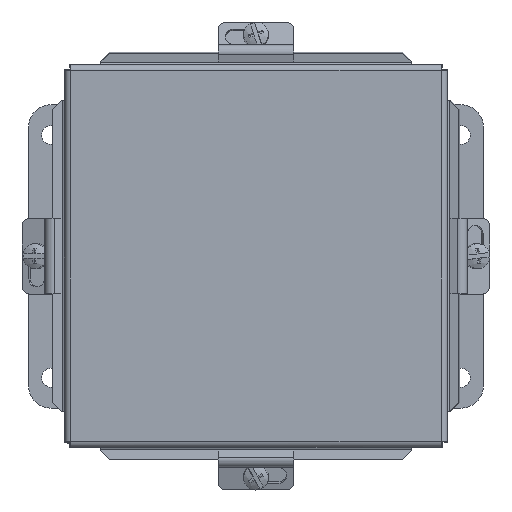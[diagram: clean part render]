
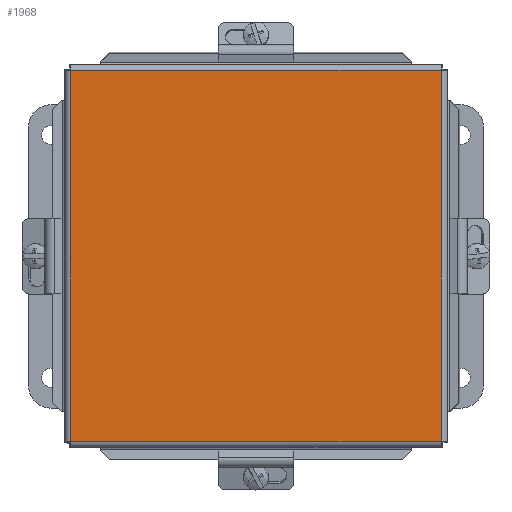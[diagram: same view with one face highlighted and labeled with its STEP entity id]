
A CAD part, top view. The second image highlights one B-rep face of the part: STEP entity #1968.
In plain terms, the highlighted face is planar.
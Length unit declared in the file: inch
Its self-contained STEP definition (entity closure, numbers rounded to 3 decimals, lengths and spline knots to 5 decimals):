
#791 = VECTOR ( 'NONE', #11291, 39.37008 ) ;
#1649 = CARTESIAN_POINT ( 'NONE',  ( 6.20475, 0.10525, 0. ) ) ;
#1968 = ADVANCED_FACE ( 'NONE', ( #7006 ), #6854, .F. ) ;
#2087 = CARTESIAN_POINT ( 'NONE',  ( 6.20475, 0.10525, 0. ) ) ;
#3379 = VERTEX_POINT ( 'NONE', #2087 ) ;
#4047 = LINE ( 'NONE', #13803, #12130 ) ;
#4286 = CARTESIAN_POINT ( 'NONE',  ( 6.20475, 6.20475, 0. ) ) ;
#4493 = LINE ( 'NONE', #12710, #7297 ) ;
#5024 = EDGE_CURVE ( 'NONE', #5397, #6812, #4047, .T. ) ;
#5325 = ORIENTED_EDGE ( 'NONE', *, *, #5377, .T. ) ;
#5377 = EDGE_CURVE ( 'NONE', #8797, #3379, #8966, .T. ) ;
#5397 = VERTEX_POINT ( 'NONE', #11817 ) ;
#6278 = DIRECTION ( 'NONE',  ( 1., 0., 0. ) ) ;
#6310 = LINE ( 'NONE', #1649, #6648 ) ;
#6323 = DIRECTION ( 'NONE',  ( 0., 0., 1. ) ) ;
#6464 = CARTESIAN_POINT ( 'NONE',  ( 3.155, 3.155, 0. ) ) ;
#6478 = ORIENTED_EDGE ( 'NONE', *, *, #9583, .T. ) ;
#6648 = VECTOR ( 'NONE', #10134, 39.37008 ) ;
#6812 = VERTEX_POINT ( 'NONE', #13773 ) ;
#6854 = PLANE ( 'NONE',  #7896 ) ;
#7006 = FACE_OUTER_BOUND ( 'NONE', #7721, .T. ) ;
#7297 = VECTOR ( 'NONE', #10517, 39.37008 ) ;
#7721 = EDGE_LOOP ( 'NONE', ( #5325, #10929, #9480, #6478 ) ) ;
#7896 = AXIS2_PLACEMENT_3D ( 'NONE', #6464, #6323, #6278 ) ;
#8797 = VERTEX_POINT ( 'NONE', #4286 ) ;
#8966 = LINE ( 'NONE', #11267, #791 ) ;
#9421 = EDGE_CURVE ( 'NONE', #3379, #5397, #6310, .T. ) ;
#9480 = ORIENTED_EDGE ( 'NONE', *, *, #5024, .T. ) ;
#9583 = EDGE_CURVE ( 'NONE', #6812, #8797, #4493, .T. ) ;
#10134 = DIRECTION ( 'NONE',  ( -1., 0., 0. ) ) ;
#10517 = DIRECTION ( 'NONE',  ( 1., 0., 0. ) ) ;
#10929 = ORIENTED_EDGE ( 'NONE', *, *, #9421, .T. ) ;
#11267 = CARTESIAN_POINT ( 'NONE',  ( 6.20475, 6.20475, 0. ) ) ;
#11274 = DIRECTION ( 'NONE',  ( 0., 1., 0. ) ) ;
#11291 = DIRECTION ( 'NONE',  ( 0., -1., 0. ) ) ;
#11817 = CARTESIAN_POINT ( 'NONE',  ( 0.10525, 0.10525, 0. ) ) ;
#12130 = VECTOR ( 'NONE', #11274, 39.37008 ) ;
#12710 = CARTESIAN_POINT ( 'NONE',  ( 0.10525, 6.20475, 0. ) ) ;
#13773 = CARTESIAN_POINT ( 'NONE',  ( 0.10525, 6.20475, 0. ) ) ;
#13803 = CARTESIAN_POINT ( 'NONE',  ( 0.10525, 0.10525, 0. ) ) ;
